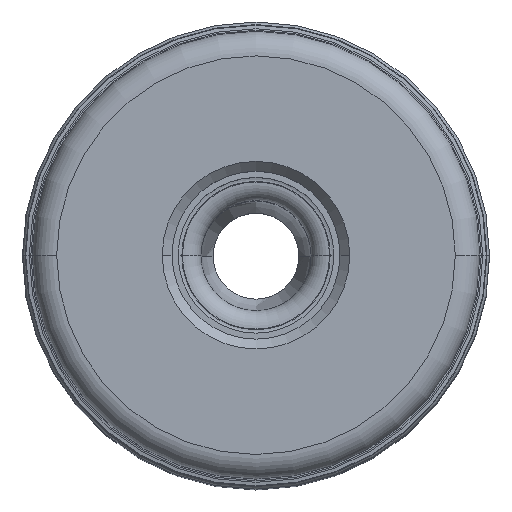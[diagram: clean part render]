
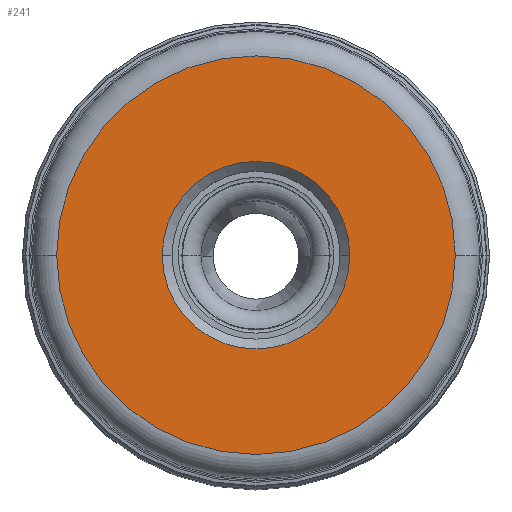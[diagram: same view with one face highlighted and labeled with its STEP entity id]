
A CAD part, top view. The second image highlights one B-rep face of the part: STEP entity #241.
In plain terms, the highlighted planar face has unit normal (0, 0, 1).
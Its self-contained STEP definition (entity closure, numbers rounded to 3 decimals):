
#33=PLANE('',#2264);
#44=FACE_BOUND('',#494,.T.);
#45=FACE_BOUND('',#495,.T.);
#241=ADVANCED_FACE('',(#44,#45),#33,.F.);
#494=EDGE_LOOP('',(#961,#962,#963,#964));
#495=EDGE_LOOP('',(#965,#966,#967,#968));
#961=ORIENTED_EDGE('',*,*,#1466,.F.);
#962=ORIENTED_EDGE('',*,*,#1467,.F.);
#963=ORIENTED_EDGE('',*,*,#1468,.F.);
#964=ORIENTED_EDGE('',*,*,#1469,.F.);
#965=ORIENTED_EDGE('',*,*,#1465,.F.);
#966=ORIENTED_EDGE('',*,*,#1464,.F.);
#967=ORIENTED_EDGE('',*,*,#1470,.F.);
#968=ORIENTED_EDGE('',*,*,#1471,.F.);
#1203=VERTEX_POINT('',#4263);
#1204=VERTEX_POINT('',#4265);
#1205=VERTEX_POINT('',#4267);
#1206=VERTEX_POINT('',#4271);
#1207=VERTEX_POINT('',#4272);
#1208=VERTEX_POINT('',#4274);
#1209=VERTEX_POINT('',#4276);
#1210=VERTEX_POINT('',#4279);
#1464=EDGE_CURVE('',#1204,#1205,#1745,.T.);
#1465=EDGE_CURVE('',#1205,#1203,#1746,.T.);
#1466=EDGE_CURVE('',#1206,#1207,#1747,.T.);
#1467=EDGE_CURVE('',#1208,#1206,#1748,.T.);
#1468=EDGE_CURVE('',#1209,#1208,#1749,.T.);
#1469=EDGE_CURVE('',#1207,#1209,#1750,.T.);
#1470=EDGE_CURVE('',#1210,#1204,#1751,.T.);
#1471=EDGE_CURVE('',#1203,#1210,#1752,.T.);
#1745=CIRCLE('',#2255,7.65);
#1746=CIRCLE('',#2256,7.65);
#1747=CIRCLE('',#2258,16.257);
#1748=CIRCLE('',#2259,16.257);
#1749=CIRCLE('',#2260,16.257);
#1750=CIRCLE('',#2261,16.257);
#1751=CIRCLE('',#2262,7.65);
#1752=CIRCLE('',#2263,7.65);
#2255=AXIS2_PLACEMENT_3D('',#4266,#2854,#2855);
#2256=AXIS2_PLACEMENT_3D('',#4268,#2856,#2857);
#2258=AXIS2_PLACEMENT_3D('',#4270,#2860,#2861);
#2259=AXIS2_PLACEMENT_3D('',#4273,#2862,#2863);
#2260=AXIS2_PLACEMENT_3D('',#4275,#2864,#2865);
#2261=AXIS2_PLACEMENT_3D('',#4277,#2866,#2867);
#2262=AXIS2_PLACEMENT_3D('',#4278,#2868,#2869);
#2263=AXIS2_PLACEMENT_3D('',#4280,#2870,#2871);
#2264=AXIS2_PLACEMENT_3D('',#4281,#2872,#2873);
#2854=DIRECTION('',(0.,0.,1.));
#2855=DIRECTION('',(-1.,0.,0.));
#2856=DIRECTION('',(0.,0.,1.));
#2857=DIRECTION('',(0.,-1.,0.));
#2860=DIRECTION('',(0.,0.,-1.));
#2861=DIRECTION('',(1.,-0.001,0.));
#2862=DIRECTION('',(0.,0.,-1.));
#2863=DIRECTION('',(1.,0.,0.));
#2864=DIRECTION('',(0.,0.,-1.));
#2865=DIRECTION('',(-1.,0.001,0.));
#2866=DIRECTION('',(0.,0.,-1.));
#2867=DIRECTION('',(-1.,0.,0.));
#2868=DIRECTION('',(0.,0.,1.));
#2869=DIRECTION('',(0.,1.,0.));
#2870=DIRECTION('',(0.,0.,1.));
#2871=DIRECTION('',(1.,0.,0.));
#2872=DIRECTION('',(0.,0.,-1.));
#2873=DIRECTION('',(-1.,0.,0.));
#4263=CARTESIAN_POINT('',(7.65,0.,0.));
#4265=CARTESIAN_POINT('',(-7.65,0.,0.));
#4266=CARTESIAN_POINT('',(0.,0.,0.));
#4267=CARTESIAN_POINT('',(0.,-7.65,0.));
#4268=CARTESIAN_POINT('',(0.,0.,0.));
#4270=CARTESIAN_POINT('',(0.,0.,0.));
#4271=CARTESIAN_POINT('',(16.256,-0.019,0.));
#4272=CARTESIAN_POINT('',(-16.257,0.,0.));
#4273=CARTESIAN_POINT('',(0.,0.,0.));
#4274=CARTESIAN_POINT('',(16.257,0.,0.));
#4275=CARTESIAN_POINT('',(0.,0.,0.));
#4276=CARTESIAN_POINT('',(-16.256,0.019,0.));
#4277=CARTESIAN_POINT('',(0.,0.,0.));
#4278=CARTESIAN_POINT('',(0.,0.,0.));
#4279=CARTESIAN_POINT('',(0.,7.65,0.));
#4280=CARTESIAN_POINT('',(0.,0.,0.));
#4281=CARTESIAN_POINT('',(0.,0.,0.));
